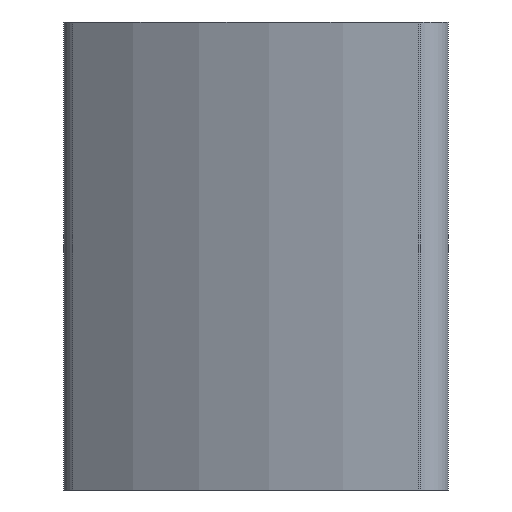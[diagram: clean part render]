
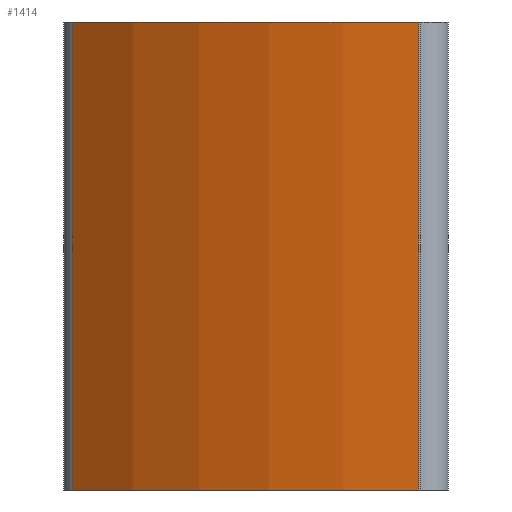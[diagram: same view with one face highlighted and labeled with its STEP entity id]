
A CAD part, left-side view. The second image highlights one B-rep face of the part: STEP entity #1414.
In plain terms, the highlighted cylindrical face has radius 60 mm (diameter 120 mm), a partial arc.
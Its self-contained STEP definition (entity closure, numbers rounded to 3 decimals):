
#8 = VERTEX_POINT ( 'NONE', #1433 ) ;
#70 = DIRECTION ( 'NONE',  ( -1., 0., 0. ) ) ;
#118 = VERTEX_POINT ( 'NONE', #154 ) ;
#154 = CARTESIAN_POINT ( 'NONE',  ( -29.917, 3.158, 25. ) ) ;
#229 = FACE_OUTER_BOUND ( 'NONE', #1408, .T. ) ;
#378 = CARTESIAN_POINT ( 'NONE',  ( 30., 0., 25. ) ) ;
#427 = AXIS2_PLACEMENT_3D ( 'NONE', #2079, #474, #1200 ) ;
#469 = ORIENTED_EDGE ( 'NONE', *, *, #813, .T. ) ;
#474 = DIRECTION ( 'NONE',  ( 0., 0., 1. ) ) ;
#572 = AXIS2_PLACEMENT_3D ( 'NONE', #378, #1554, #1003 ) ;
#577 = VECTOR ( 'NONE', #716, 1000. ) ;
#612 = CIRCLE ( 'NONE', #427, 60. ) ;
#702 = LINE ( 'NONE', #1240, #577 ) ;
#716 = DIRECTION ( 'NONE',  ( 0., 0., -1. ) ) ;
#742 = EDGE_CURVE ( 'NONE', #2093, #118, #2069, .T. ) ;
#756 = VECTOR ( 'NONE', #981, 1000. ) ;
#813 = EDGE_CURVE ( 'NONE', #2120, #8, #612, .T. ) ;
#853 = EDGE_CURVE ( 'NONE', #118, #8, #1876, .T. ) ;
#934 = CYLINDRICAL_SURFACE ( 'NONE', #1718, 60. ) ;
#947 = EDGE_CURVE ( 'NONE', #2093, #2120, #702, .T. ) ;
#981 = DIRECTION ( 'NONE',  ( 0., 0., -1. ) ) ;
#1003 = DIRECTION ( 'NONE',  ( 1., 0., 0. ) ) ;
#1009 = ORIENTED_EDGE ( 'NONE', *, *, #742, .F. ) ;
#1200 = DIRECTION ( 'NONE',  ( 1., 0., 0. ) ) ;
#1217 = CARTESIAN_POINT ( 'NONE',  ( -14.601, 40.135, -25. ) ) ;
#1240 = CARTESIAN_POINT ( 'NONE',  ( -14.601, 40.135, 25. ) ) ;
#1408 = EDGE_LOOP ( 'NONE', ( #469, #1625, #1009, #1564 ) ) ;
#1414 = ADVANCED_FACE ( 'NONE', ( #229 ), #934, .T. ) ;
#1433 = CARTESIAN_POINT ( 'NONE',  ( -29.917, 3.158, -25. ) ) ;
#1439 = CARTESIAN_POINT ( 'NONE',  ( 30., 0., 25. ) ) ;
#1443 = CARTESIAN_POINT ( 'NONE',  ( -14.601, 40.135, 25. ) ) ;
#1554 = DIRECTION ( 'NONE',  ( 0., 0., 1. ) ) ;
#1564 = ORIENTED_EDGE ( 'NONE', *, *, #947, .T. ) ;
#1625 = ORIENTED_EDGE ( 'NONE', *, *, #853, .F. ) ;
#1652 = DIRECTION ( 'NONE',  ( 0., 0., -1. ) ) ;
#1718 = AXIS2_PLACEMENT_3D ( 'NONE', #1439, #1652, #70 ) ;
#1729 = CARTESIAN_POINT ( 'NONE',  ( -29.917, 3.158, 25. ) ) ;
#1876 = LINE ( 'NONE', #1729, #756 ) ;
#2069 = CIRCLE ( 'NONE', #572, 60. ) ;
#2079 = CARTESIAN_POINT ( 'NONE',  ( 30., 0., -25. ) ) ;
#2093 = VERTEX_POINT ( 'NONE', #1443 ) ;
#2120 = VERTEX_POINT ( 'NONE', #1217 ) ;
